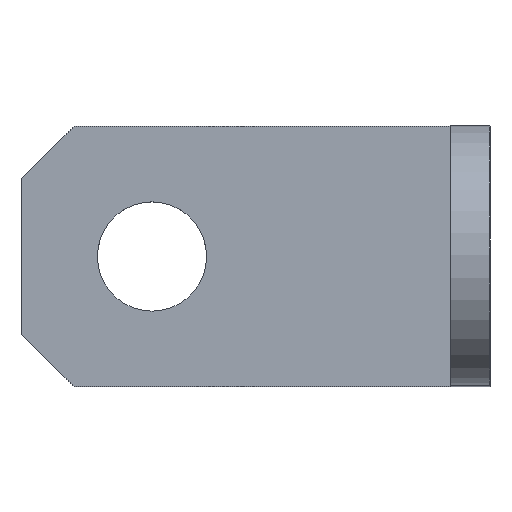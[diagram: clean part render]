
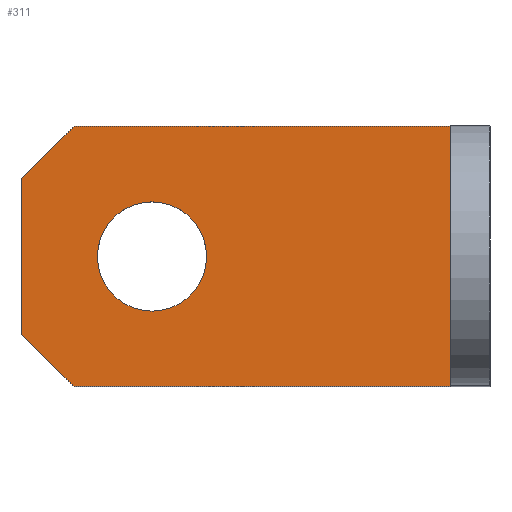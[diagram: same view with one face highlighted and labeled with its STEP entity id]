
A CAD part, top view. The second image highlights one B-rep face of the part: STEP entity #311.
In plain terms, the highlighted planar face has unit normal (0, 0, 1).
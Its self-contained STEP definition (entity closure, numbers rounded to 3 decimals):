
#112=CARTESIAN_POINT('',(2.1,0.0,1.5));
#113=VERTEX_POINT('',#112);
#122=CARTESIAN_POINT('',(-2.1,0.0,1.5));
#123=VERTEX_POINT('',#122);
#124=CARTESIAN_POINT('',(0.0,0.0,1.5));
#125=DIRECTION('',(0.0,0.0,-1.0));
#126=DIRECTION('',(1.0,0.0,0.0));
#127=AXIS2_PLACEMENT_3D('',#124,#125,#126);
#128=CIRCLE('',#127,2.1);
#129=EDGE_CURVE('',#123,#113,#128,.T.);
#163=CARTESIAN_POINT('',(0.0,0.0,1.5));
#164=DIRECTION('',(0.0,0.0,-1.0));
#165=DIRECTION('',(1.0,0.0,0.0));
#166=AXIS2_PLACEMENT_3D('',#163,#164,#165);
#167=CIRCLE('',#166,2.1);
#168=EDGE_CURVE('',#113,#123,#167,.T.);
#212=CARTESIAN_POINT('',(-3.,-5.0,1.5));
#213=VERTEX_POINT('',#212);
#220=CARTESIAN_POINT('',(-5.,-3.0,1.5));
#221=VERTEX_POINT('',#220);
#222=CARTESIAN_POINT('',(-3.,-5.0,1.5));
#223=DIRECTION('',(-0.707,0.707,0.0));
#224=VECTOR('',#223,2.828);
#225=LINE('',#222,#224);
#226=EDGE_CURVE('',#213,#221,#225,.T.);
#243=CARTESIAN_POINT('',(-5.,3.,1.5));
#244=VERTEX_POINT('',#243);
#245=CARTESIAN_POINT('',(-5.,-3.0,1.5));
#246=DIRECTION('',(0.0,1.0,0.0));
#247=VECTOR('',#246,6.);
#248=LINE('',#245,#247);
#249=EDGE_CURVE('',#221,#244,#248,.T.);
#268=CARTESIAN_POINT('',(-5.825,-5.5,1.5));
#269=DIRECTION('',(0.0,0.0,1.0));
#270=DIRECTION('',(1.0,0.0,0.0));
#271=AXIS2_PLACEMENT_3D('',#268,#269,#270);
#272=PLANE('',#271);
#273=ORIENTED_EDGE('',*,*,#226,.F.);
#274=CARTESIAN_POINT('',(11.5,-5.,1.5));
#275=VERTEX_POINT('',#274);
#276=CARTESIAN_POINT('',(11.5,-5.,1.5));
#277=DIRECTION('',(-1.0,0.0,0.0));
#278=VECTOR('',#277,14.5);
#279=LINE('',#276,#278);
#280=EDGE_CURVE('',#275,#213,#279,.T.);
#281=ORIENTED_EDGE('',*,*,#280,.F.);
#282=CARTESIAN_POINT('',(11.5,5.,1.5));
#283=VERTEX_POINT('',#282);
#284=CARTESIAN_POINT('',(11.5,-5.,1.5));
#285=DIRECTION('',(0.0,1.0,0.0));
#286=VECTOR('',#285,10.);
#287=LINE('',#284,#286);
#288=EDGE_CURVE('',#275,#283,#287,.T.);
#289=ORIENTED_EDGE('',*,*,#288,.T.);
#290=CARTESIAN_POINT('',(-3.,5.,1.5));
#291=VERTEX_POINT('',#290);
#292=CARTESIAN_POINT('',(-3.,5.,1.5));
#293=DIRECTION('',(1.0,0.0,0.0));
#294=VECTOR('',#293,14.5);
#295=LINE('',#292,#294);
#296=EDGE_CURVE('',#291,#283,#295,.T.);
#297=ORIENTED_EDGE('',*,*,#296,.F.);
#298=CARTESIAN_POINT('',(-5.,3.,1.5));
#299=DIRECTION('',(0.707,0.707,0.));
#300=VECTOR('',#299,2.828);
#301=LINE('',#298,#300);
#302=EDGE_CURVE('',#244,#291,#301,.T.);
#303=ORIENTED_EDGE('',*,*,#302,.F.);
#304=ORIENTED_EDGE('',*,*,#249,.F.);
#305=EDGE_LOOP('',(#273,#281,#289,#297,#303,#304));
#306=FACE_OUTER_BOUND('',#305,.T.);
#307=ORIENTED_EDGE('',*,*,#129,.T.);
#308=ORIENTED_EDGE('',*,*,#168,.T.);
#309=EDGE_LOOP('',(#307,#308));
#310=FACE_BOUND('',#309,.T.);
#311=ADVANCED_FACE('',(#306,#310),#272,.T.);
